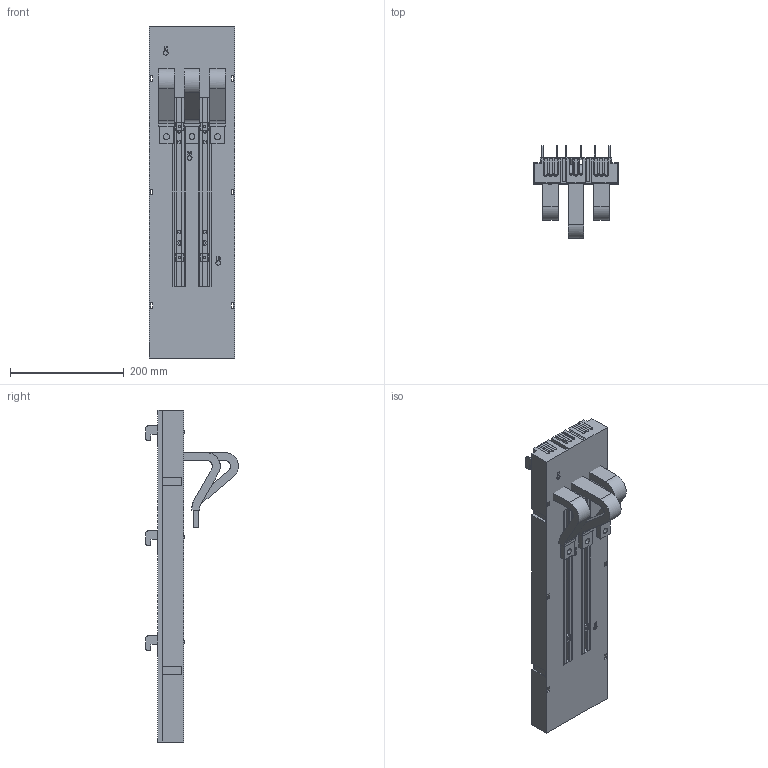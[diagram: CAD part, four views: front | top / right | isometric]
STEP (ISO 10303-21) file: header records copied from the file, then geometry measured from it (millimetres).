
FILE_DESCRIPTION(('CATIA V5 STEP Exchange'),'2;1');
FILE_NAME('32742.stp','2015-09-09T13:54:38+00:00',('none'),('none'),'Version 5-6 Release 2012','CATIA V5 STEP AP203','none');
FILE_SCHEMA(('CONFIG_CONTROL_DESIGN'));
Length unit declared in the file: millimetre
Products named in the file (1): 32742
Assembly tree (6 placements, depth 2):
  32742
    #57
    #27493
    #32054
    #35217
    #37068
    #37883
Bounding box: 150 x 163.7 x 585 mm (x, y, z)
Volume: 910276.2 mm3; surface area: 704140.6 mm2
Topology: 17 solids, 17 shells, 1258 faces, 3552 edges, 2368 vertices
Faces by surface type: plane 1060, cylinder 198
Entity records: 39237 total; most frequent: CARTESIAN_POINT 7758, ORIENTED_EDGE 7104, DIRECTION 5386, EDGE_CURVE 3552, VECTOR 3140, LINE 3140, VERTEX_POINT 2368, EDGE_LOOP 1358
